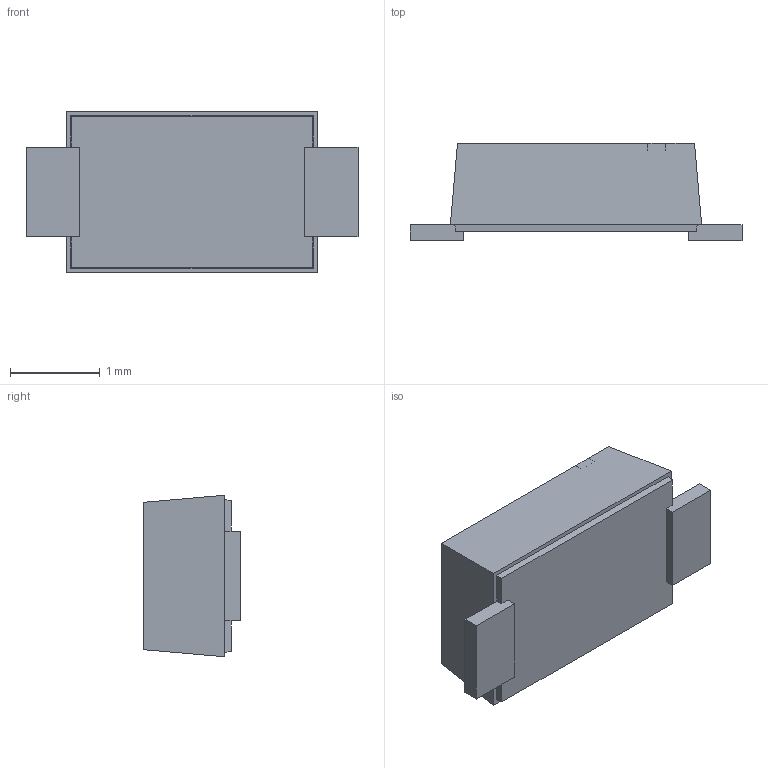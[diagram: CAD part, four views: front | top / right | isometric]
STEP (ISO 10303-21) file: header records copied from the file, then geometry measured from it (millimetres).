
FILE_DESCRIPTION (( 'STEP AP214' ), '1' );
FILE_NAME ('SL03-GS08.STEP', '2024-01-12T04:15:10', ( 'LENOVO' ), ( '' ), 'SwSTEP 2.0', 'SolidWorks 2021', '' );
FILE_SCHEMA (( 'AUTOMOTIVE_DESIGN' ));
Length unit declared in the file: millimetre
Products named in the file (1): SL03-GS08
Bounding box: 3.7 x 1.08 x 1.8 mm (x, y, z)
Volume: 4.8 mm3; surface area: 23 mm2
Topology: 4 solids, 4 shells, 43 faces, 98 edges, 64 vertices
Faces by surface type: plane 43
Entity records: 1241 total; most frequent: CARTESIAN_POINT 206, ORIENTED_EDGE 196, DIRECTION 186, EDGE_CURVE 98, VECTOR 98, LINE 98, VERTEX_POINT 64, EDGE_LOOP 44
